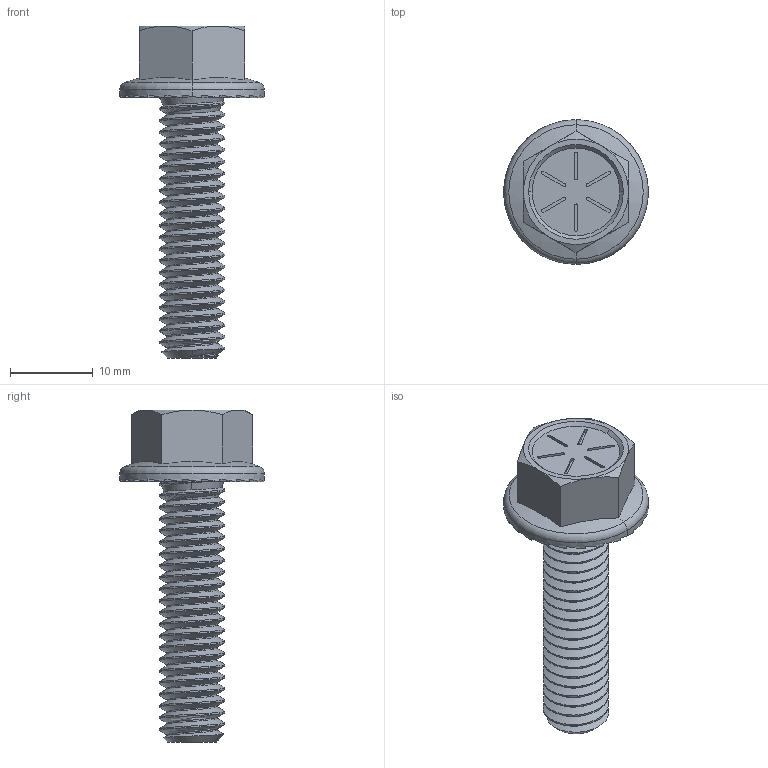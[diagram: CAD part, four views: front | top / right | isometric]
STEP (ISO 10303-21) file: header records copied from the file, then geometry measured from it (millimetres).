
FILE_DESCRIPTION (( 'STEP AP203' ), '1' );
FILE_NAME ('94239A108_High-Strength Serrated-Flange Hex Head Screw.STEP', '2022-04-25T16:31:10', ( 'Administrator' ), ( 'Managed by Terraform' ), 'SwSTEP 2.0', 'SolidWorks 2017', '' );
FILE_SCHEMA (( 'CONFIG_CONTROL_DESIGN' ));
Length unit declared in the file: inch
Products named in the file (1): 94239A108_High-Strength Serrated-Flange Hex Head Screw
Bounding box: 17.46 x 17.46 x 40.08 mm (x, y, z)
Volume: 2560.2 mm3; surface area: 2066.9 mm2
Topology: 1 solids, 1 shells, 171 faces, 486 edges, 320 vertices
Faces by surface type: plane 78, cylinder 64, cone 17, bspline 8, torus 2, sphere 2
Entity records: 13061 total; most frequent: CARTESIAN_POINT 9124, ORIENTED_EDGE 972, DIRECTION 645, EDGE_CURVE 486, VERTEX_POINT 320, AXIS2_PLACEMENT_3D 226, VECTOR 193, LINE 193
